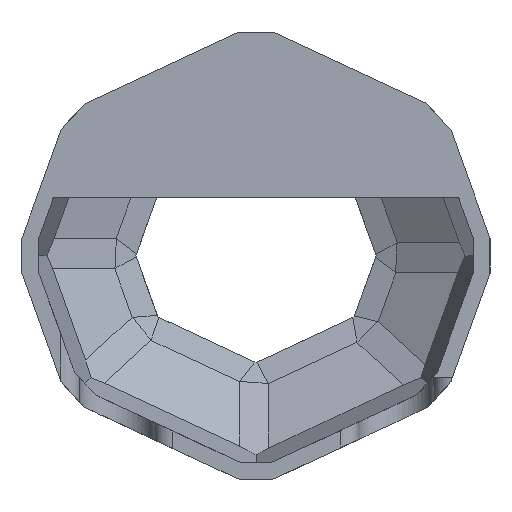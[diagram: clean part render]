
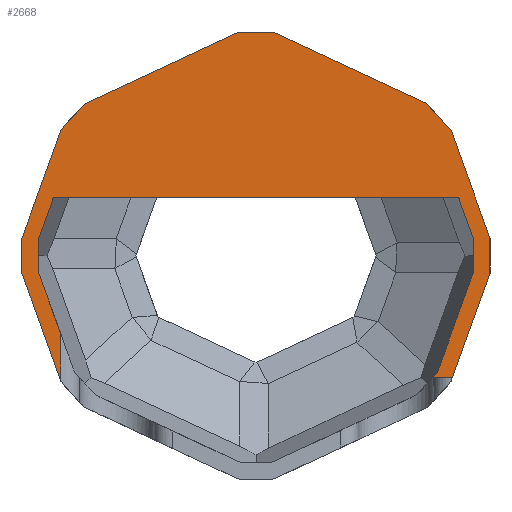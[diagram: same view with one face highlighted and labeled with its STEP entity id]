
A CAD part, left-side view. The second image highlights one B-rep face of the part: STEP entity #2668.
In plain terms, the highlighted planar face has unit normal (-1, 0, 0).
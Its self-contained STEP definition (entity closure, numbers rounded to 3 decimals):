
#20=PLANE('',#2823);
#157=FACE_OUTER_BOUND('',#302,.T.);
#302=EDGE_LOOP('',(#1886,#1887,#1888,#1889,#1890,#1891,#1892,#1893,#1894,
#1895,#1896,#1897,#1898,#1899,#1900,#1901,#1902,#1903,#1904,#1905,#1906,
#1907));
#450=LINE('',#3710,#817);
#460=LINE('',#3743,#827);
#461=LINE('',#3747,#828);
#465=LINE('',#3755,#832);
#466=LINE('',#3757,#833);
#467=LINE('',#3759,#834);
#468=LINE('',#3761,#835);
#469=LINE('',#3763,#836);
#470=LINE('',#3765,#837);
#471=LINE('',#3767,#838);
#472=LINE('',#3769,#839);
#473=LINE('',#3771,#840);
#474=LINE('',#3772,#841);
#475=LINE('',#3774,#842);
#476=LINE('',#3776,#843);
#477=LINE('',#3778,#844);
#478=LINE('',#3780,#845);
#479=LINE('',#3782,#846);
#480=LINE('',#3784,#847);
#481=LINE('',#3786,#848);
#482=LINE('',#3788,#849);
#483=LINE('',#3789,#850);
#817=VECTOR('',#2991,10.);
#827=VECTOR('',#3019,10.);
#828=VECTOR('',#3024,10.);
#832=VECTOR('',#3030,10.);
#833=VECTOR('',#3031,10.);
#834=VECTOR('',#3032,10.);
#835=VECTOR('',#3033,10.);
#836=VECTOR('',#3034,10.);
#837=VECTOR('',#3035,10.);
#838=VECTOR('',#3036,10.);
#839=VECTOR('',#3037,10.);
#840=VECTOR('',#3038,10.);
#841=VECTOR('',#3039,10.);
#842=VECTOR('',#3040,10.);
#843=VECTOR('',#3041,10.);
#844=VECTOR('',#3042,10.);
#845=VECTOR('',#3043,10.);
#846=VECTOR('',#3044,10.);
#847=VECTOR('',#3045,10.);
#848=VECTOR('',#3046,10.);
#849=VECTOR('',#3047,10.);
#850=VECTOR('',#3048,10.);
#1209=VERTEX_POINT('',#3707);
#1210=VERTEX_POINT('',#3709);
#1223=VERTEX_POINT('',#3740);
#1224=VERTEX_POINT('',#3742);
#1225=VERTEX_POINT('',#3746);
#1228=VERTEX_POINT('',#3754);
#1229=VERTEX_POINT('',#3756);
#1230=VERTEX_POINT('',#3758);
#1231=VERTEX_POINT('',#3760);
#1232=VERTEX_POINT('',#3762);
#1233=VERTEX_POINT('',#3764);
#1234=VERTEX_POINT('',#3766);
#1235=VERTEX_POINT('',#3768);
#1236=VERTEX_POINT('',#3770);
#1237=VERTEX_POINT('',#3773);
#1238=VERTEX_POINT('',#3775);
#1239=VERTEX_POINT('',#3777);
#1240=VERTEX_POINT('',#3779);
#1241=VERTEX_POINT('',#3781);
#1242=VERTEX_POINT('',#3783);
#1243=VERTEX_POINT('',#3785);
#1244=VERTEX_POINT('',#3787);
#1463=EDGE_CURVE('',#1209,#1210,#450,.T.);
#1479=EDGE_CURVE('',#1223,#1224,#460,.T.);
#1481=EDGE_CURVE('',#1225,#1224,#461,.F.);
#1485=EDGE_CURVE('',#1209,#1228,#465,.F.);
#1486=EDGE_CURVE('',#1229,#1228,#466,.T.);
#1487=EDGE_CURVE('',#1229,#1230,#467,.F.);
#1488=EDGE_CURVE('',#1231,#1230,#468,.T.);
#1489=EDGE_CURVE('',#1231,#1232,#469,.F.);
#1490=EDGE_CURVE('',#1233,#1232,#470,.T.);
#1491=EDGE_CURVE('',#1233,#1234,#471,.F.);
#1492=EDGE_CURVE('',#1235,#1234,#472,.T.);
#1493=EDGE_CURVE('',#1235,#1236,#473,.F.);
#1494=EDGE_CURVE('',#1225,#1236,#474,.T.);
#1495=EDGE_CURVE('',#1223,#1237,#475,.T.);
#1496=EDGE_CURVE('',#1237,#1238,#476,.T.);
#1497=EDGE_CURVE('',#1238,#1239,#477,.T.);
#1498=EDGE_CURVE('',#1239,#1240,#478,.T.);
#1499=EDGE_CURVE('',#1240,#1241,#479,.T.);
#1500=EDGE_CURVE('',#1241,#1242,#480,.T.);
#1501=EDGE_CURVE('',#1242,#1243,#481,.T.);
#1502=EDGE_CURVE('',#1243,#1244,#482,.T.);
#1503=EDGE_CURVE('',#1244,#1210,#483,.T.);
#1886=ORIENTED_EDGE('',*,*,#1463,.F.);
#1887=ORIENTED_EDGE('',*,*,#1485,.T.);
#1888=ORIENTED_EDGE('',*,*,#1486,.F.);
#1889=ORIENTED_EDGE('',*,*,#1487,.T.);
#1890=ORIENTED_EDGE('',*,*,#1488,.F.);
#1891=ORIENTED_EDGE('',*,*,#1489,.T.);
#1892=ORIENTED_EDGE('',*,*,#1490,.F.);
#1893=ORIENTED_EDGE('',*,*,#1491,.T.);
#1894=ORIENTED_EDGE('',*,*,#1492,.F.);
#1895=ORIENTED_EDGE('',*,*,#1493,.T.);
#1896=ORIENTED_EDGE('',*,*,#1494,.F.);
#1897=ORIENTED_EDGE('',*,*,#1481,.T.);
#1898=ORIENTED_EDGE('',*,*,#1479,.F.);
#1899=ORIENTED_EDGE('',*,*,#1495,.T.);
#1900=ORIENTED_EDGE('',*,*,#1496,.T.);
#1901=ORIENTED_EDGE('',*,*,#1497,.T.);
#1902=ORIENTED_EDGE('',*,*,#1498,.T.);
#1903=ORIENTED_EDGE('',*,*,#1499,.T.);
#1904=ORIENTED_EDGE('',*,*,#1500,.T.);
#1905=ORIENTED_EDGE('',*,*,#1501,.T.);
#1906=ORIENTED_EDGE('',*,*,#1502,.T.);
#1907=ORIENTED_EDGE('',*,*,#1503,.T.);
#2668=ADVANCED_FACE('',(#157),#20,.T.);
#2823=AXIS2_PLACEMENT_3D('',#3753,#3028,#3029);
#2991=DIRECTION('',(0.,0.,1.));
#3019=DIRECTION('',(0.,0.,-1.));
#3024=DIRECTION('',(0.,0.339,0.941));
#3028=DIRECTION('center_axis',(-1.,0.,0.));
#3029=DIRECTION('ref_axis',(0.,0.,1.));
#3030=DIRECTION('',(0.,0.339,-0.941));
#3031=DIRECTION('',(0.,0.,-1.));
#3032=DIRECTION('',(0.,-0.339,-0.941));
#3033=DIRECTION('',(0.,-0.674,-0.738));
#3034=DIRECTION('',(0.,-0.906,-0.423));
#3035=DIRECTION('',(0.,-1.,0.));
#3036=DIRECTION('',(0.,-0.906,0.423));
#3037=DIRECTION('',(0.,-0.674,0.738));
#3038=DIRECTION('',(0.,-0.339,0.941));
#3039=DIRECTION('',(0.,0.,1.));
#3040=DIRECTION('',(0.,0.339,0.941));
#3041=DIRECTION('',(0.,0.,1.));
#3042=DIRECTION('',(0.,-0.339,0.941));
#3043=DIRECTION('',(0.,-1.,0.));
#3044=DIRECTION('',(0.,-0.339,-0.941));
#3045=DIRECTION('',(0.,0.,-1.));
#3046=DIRECTION('',(0.,0.339,-0.941));
#3047=DIRECTION('',(0.,0.674,-0.738));
#3048=DIRECTION('',(0.,-1.,0.));
#3707=CARTESIAN_POINT('',(51.636,90.985,-2.611));
#3709=CARTESIAN_POINT('',(51.636,90.985,-2.515));
#3710=CARTESIAN_POINT('',(51.636,90.985,-2.008));
#3740=CARTESIAN_POINT('',(51.636,111.98,-0.235));
#3742=CARTESIAN_POINT('',(51.636,111.98,-2.742));
#3743=CARTESIAN_POINT('',(51.636,111.98,-2.008));
#3746=CARTESIAN_POINT('',(51.636,114.07,3.059));
#3747=CARTESIAN_POINT('',(51.636,113.646,1.883));
#3753=CARTESIAN_POINT('Origin',(51.636,101.506,4.));
#3754=CARTESIAN_POINT('',(51.636,88.941,3.059));
#3755=CARTESIAN_POINT('',(51.636,90.71,-1.848));
#3756=CARTESIAN_POINT('',(51.636,88.941,4.941));
#3757=CARTESIAN_POINT('',(51.636,88.941,4.));
#3758=CARTESIAN_POINT('',(51.636,91.019,10.706));
#3759=CARTESIAN_POINT('',(51.636,89.365,6.117));
#3760=CARTESIAN_POINT('',(51.636,92.359,12.172));
#3761=CARTESIAN_POINT('',(51.636,92.069,11.856));
#3762=CARTESIAN_POINT('',(51.636,100.522,15.979));
#3763=CARTESIAN_POINT('',(51.636,94.129,12.998));
#3764=CARTESIAN_POINT('',(51.636,102.49,15.979));
#3765=CARTESIAN_POINT('',(51.636,101.506,15.979));
#3766=CARTESIAN_POINT('',(51.636,110.722,12.14));
#3767=CARTESIAN_POINT('',(51.636,103.962,15.293));
#3768=CARTESIAN_POINT('',(51.636,111.967,10.777));
#3769=CARTESIAN_POINT('',(51.636,110.964,11.875));
#3770=CARTESIAN_POINT('',(51.636,114.07,4.941));
#3771=CARTESIAN_POINT('',(51.636,112.302,9.848));
#3772=CARTESIAN_POINT('',(51.636,114.07,4.));
#3773=CARTESIAN_POINT('',(51.636,113.198,3.147));
#3774=CARTESIAN_POINT('',(51.636,110.948,-3.097));
#3775=CARTESIAN_POINT('',(51.636,113.198,4.853));
#3776=CARTESIAN_POINT('',(51.636,113.198,4.));
#3777=CARTESIAN_POINT('',(51.636,112.389,7.1));
#3778=CARTESIAN_POINT('',(51.636,110.948,11.097));
#3779=CARTESIAN_POINT('',(51.636,90.623,7.1));
#3780=CARTESIAN_POINT('',(51.636,112.92,7.1));
#3781=CARTESIAN_POINT('',(51.636,89.813,4.853));
#3782=CARTESIAN_POINT('',(51.636,92.063,11.097));
#3783=CARTESIAN_POINT('',(51.636,89.813,3.147));
#3784=CARTESIAN_POINT('',(51.636,89.813,4.));
#3785=CARTESIAN_POINT('',(51.636,91.761,-2.258));
#3786=CARTESIAN_POINT('',(51.636,92.063,-3.097));
#3787=CARTESIAN_POINT('',(51.636,91.996,-2.515));
#3788=CARTESIAN_POINT('',(51.636,92.697,-3.282));
#3789=CARTESIAN_POINT('',(51.636,97.746,-2.515));
